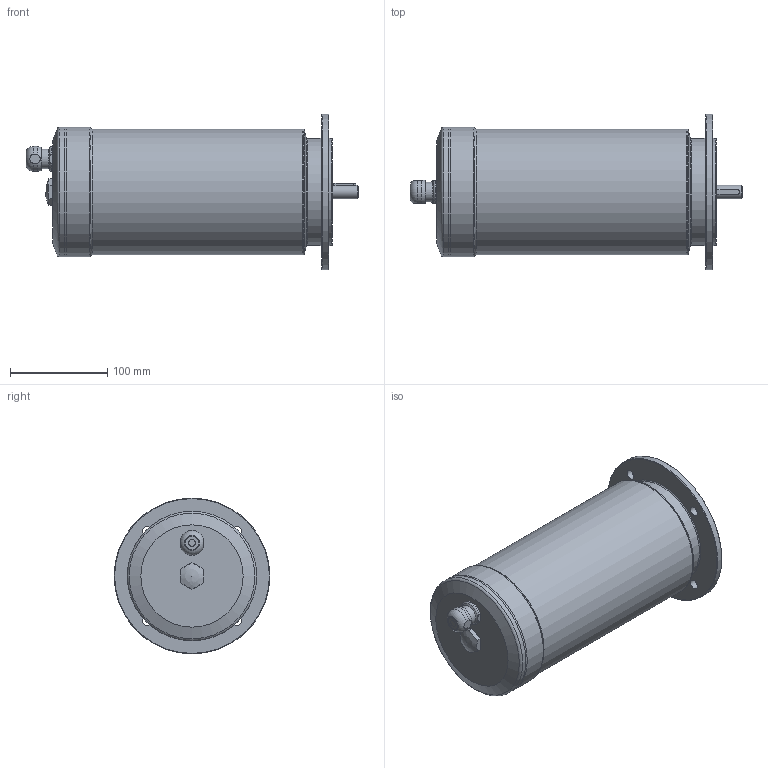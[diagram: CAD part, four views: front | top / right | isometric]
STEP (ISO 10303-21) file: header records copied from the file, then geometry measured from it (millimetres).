
FILE_DESCRIPTION(/* description */ ('Unknown'),/* implementation_level */ '2;1');
FILE_NAME(/* name */ 'SPMCKD6GTENN4KSA1-N---NNN',/* time_stamp */ '2024-03-15T13:19:23+01:00',/* author */ ('Unknown'),/* organization */ ('Unknown'),/* preprocessor_version */ 'ST-DEVELOPER v18.104',/* originating_system */ 'Solid Edge',/* authorisation */ 'Unknown');
FILE_SCHEMA (('AUTOMOTIVE_DESIGN {1 0 10303 214 3 1 1}'));
Length unit declared in the file: millimetre
Products named in the file (1): SPMCKD6GTENN4KSA1-N---NNN
Bounding box: 341 x 160 x 160 mm (x, y, z)
Volume: 3742686.4 mm3; surface area: 167199 mm2
Topology: 1 solids, 1 shells, 86 faces, 194 edges, 126 vertices
Faces by surface type: plane 31, cylinder 30, cone 16, torus 8, sphere 1
Full cylindrical faces by diameter (mm): 4.134 x2, 5.3 x1, 7 x1, 10 x4, 13.4 x1, 14 x1, 17 x1, 20 x1, 52 x1, 110 x2, 128.98 x1, 129 x2, 132.98 x2, 133 x3, 160 x1
Entity records: 2669 total; most frequent: CARTESIAN_POINT 384, DIRECTION 370, ORIENTED_EDGE 242, AXIS2_PLACEMENT_3D 170, FACE_BOUND 161, EDGE_LOOP 160, EDGE_CURVE 121, VERTEX_POINT 104
